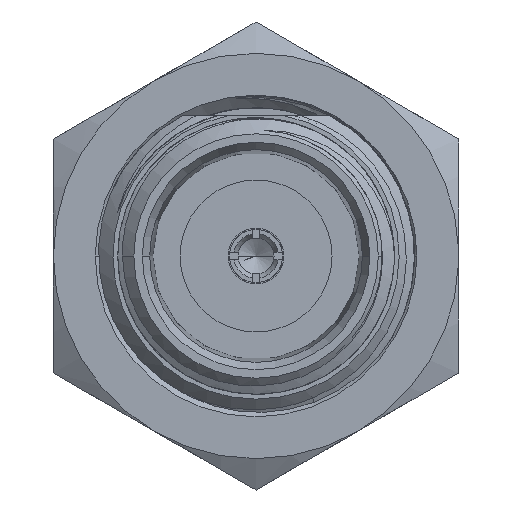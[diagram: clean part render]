
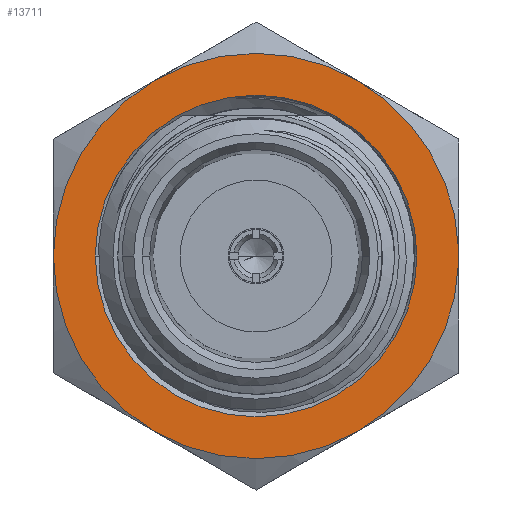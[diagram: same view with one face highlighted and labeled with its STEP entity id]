
A CAD part, left-side view. The second image highlights one B-rep face of the part: STEP entity #13711.
In plain terms, the highlighted planar face has unit normal (-1, 0, 0).
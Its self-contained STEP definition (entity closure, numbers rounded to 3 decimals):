
#2234=CARTESIAN_POINT('',(11.7,0.,0.));
#2235=DIRECTION('',(-1.,0.,0.));
#2236=DIRECTION('',(0.,-0.5,0.866));
#2237=AXIS2_PLACEMENT_3D('',#2234,#2235,#2236);
#2239=CARTESIAN_POINT('',(11.7,0.,0.));
#2240=DIRECTION('',(-1.,0.,0.));
#2241=DIRECTION('',(0.,-0.999,0.032));
#2242=AXIS2_PLACEMENT_3D('',#2239,#2240,#2241);
#2244=DIRECTION('',(0.,0.,1.));
#2245=VECTOR('',#2244,0.515);
#2246=CARTESIAN_POINT('',(11.7,-7.996,-0.258));
#2247=LINE('',#2246,#2245);
#2248=CARTESIAN_POINT('',(11.7,0.,0.));
#2249=DIRECTION('',(-1.,0.,0.));
#2250=DIRECTION('',(0.,-0.5,-0.866));
#2251=AXIS2_PLACEMENT_3D('',#2248,#2249,#2250);
#2253=CARTESIAN_POINT('',(11.7,0.,0.));
#2254=DIRECTION('',(-1.,0.,0.));
#2255=DIRECTION('',(0.,0.5,-0.866));
#2256=AXIS2_PLACEMENT_3D('',#2253,#2254,#2255);
#2258=CARTESIAN_POINT('',(11.7,0.,0.));
#2259=DIRECTION('',(-1.,0.,0.));
#2260=DIRECTION('',(0.,-1.,0.));
#2261=AXIS2_PLACEMENT_3D('',#2258,#2259,#2260);
#2263=CARTESIAN_POINT('',(11.7,0.,0.));
#2264=DIRECTION('',(-1.,0.,0.));
#2265=DIRECTION('',(0.,1.,0.));
#2266=AXIS2_PLACEMENT_3D('',#2263,#2264,#2265);
#2287=CARTESIAN_POINT('',(11.7,4.,6.928));
#2299=CARTESIAN_POINT('',(11.7,0.,0.));
#2300=DIRECTION('',(-1.,0.,0.));
#2301=DIRECTION('',(0.,0.5,0.866));
#2302=AXIS2_PLACEMENT_3D('',#2299,#2300,#2301);
#2482=CARTESIAN_POINT('',(11.7,4.,-6.928));
#2507=CARTESIAN_POINT('',(11.7,-7.996,-0.258));
#2509=CARTESIAN_POINT('',(11.7,-4.,
-6.928));
#9252=CARTESIAN_POINT('',(11.7,-7.996,0.258));
#9279=CARTESIAN_POINT('',(11.7,-4.,6.928));
#11133=VERTEX_POINT('',#2287);
#11136=VERTEX_POINT('',#9279);
#11138=VERTEX_POINT('',#9252);
#11140=VERTEX_POINT('',#2507);
#11141=VERTEX_POINT('',#2509);
#11143=VERTEX_POINT('',#2482);
#11157=CARTESIAN_POINT('',(11.7,-6.35,0.));
#11158=CARTESIAN_POINT('',(11.7,6.35,0.));
#11159=VERTEX_POINT('',#11157);
#11160=VERTEX_POINT('',#11158);
#13688=CARTESIAN_POINT('',(11.7,0.,0.));
#13689=DIRECTION('',(1.,0.,0.));
#13690=DIRECTION('',(0.,1.,0.));
#13691=AXIS2_PLACEMENT_3D('',#13688,#13689,#13690);
#13692=PLANE('',#13691);
#13694=ORIENTED_EDGE('',*,*,#13693,.F.);
#13696=ORIENTED_EDGE('',*,*,#13695,.F.);
#13698=ORIENTED_EDGE('',*,*,#13697,.F.);
#13700=ORIENTED_EDGE('',*,*,#13699,.F.);
#13702=ORIENTED_EDGE('',*,*,#13701,.F.);
#13704=ORIENTED_EDGE('',*,*,#13703,.F.);
#13705=EDGE_LOOP('',(#13694,#13696,#13698,#13700,#13702,#13704));
#13706=FACE_OUTER_BOUND('',#13705,.F.);
#13707=ORIENTED_EDGE('',*,*,#13643,.T.);
#13708=ORIENTED_EDGE('',*,*,#13678,.T.);
#13709=EDGE_LOOP('',(#13707,#13708));
#13710=FACE_BOUND('',#13709,.F.);
#13711=ADVANCED_FACE('',(#13706,#13710),#13692,.F.);
#2238=CIRCLE('',#2237,8.);
#2243=CIRCLE('',#2242,8.);
#2252=CIRCLE('',#2251,8.);
#2257=CIRCLE('',#2256,8.);
#2262=CIRCLE('',#2261,6.35);
#2267=CIRCLE('',#2266,6.35);
#2303=CIRCLE('',#2302,8.);
#13643=EDGE_CURVE('',#11159,#11160,#2262,.T.);
#13678=EDGE_CURVE('',#11160,#11159,#2267,.T.);
#13693=EDGE_CURVE('',#11133,#11143,#2303,.T.);
#13695=EDGE_CURVE('',#11136,#11133,#2238,.T.);
#13697=EDGE_CURVE('',#11138,#11136,#2243,.T.);
#13699=EDGE_CURVE('',#11140,#11138,#2247,.T.);
#13701=EDGE_CURVE('',#11141,#11140,#2252,.T.);
#13703=EDGE_CURVE('',#11143,#11141,#2257,.T.);
